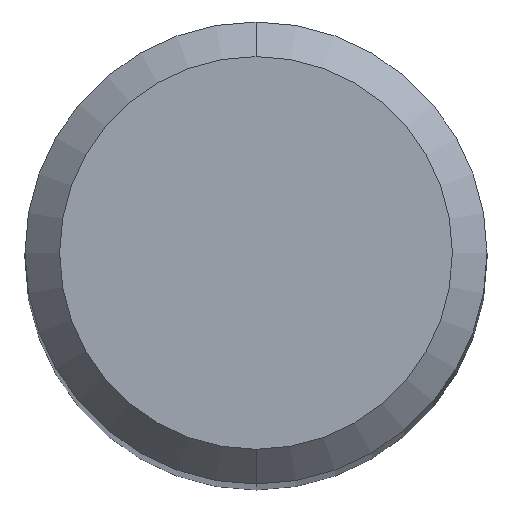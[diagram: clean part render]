
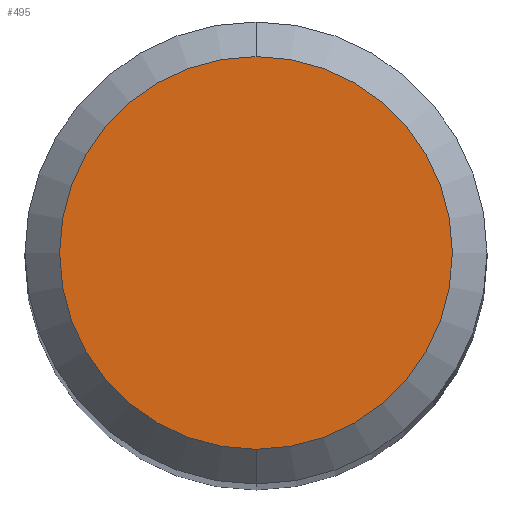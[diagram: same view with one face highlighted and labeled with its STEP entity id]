
A CAD part, top view. The second image highlights one B-rep face of the part: STEP entity #495.
In plain terms, the highlighted planar face has unit normal (0, 0, 1).
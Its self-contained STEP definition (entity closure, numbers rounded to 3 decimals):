
#295=VERTEX_POINT('',#663);
#347=EDGE_CURVE('',#295,#521,#722,.T.);
#493=EDGE_CURVE('',#521,#295,#884,.T.);
#495=ADVANCED_FACE('',(#886),#887,.T.);
#521=VERTEX_POINT('',#915);
#663=CARTESIAN_POINT('',(0.0,1.7,0.0));
#722=CIRCLE('',#1212,1.7);
#884=CIRCLE('',#1576,1.7);
#886=FACE_OUTER_BOUND('',#1578,.T.);
#887=PLANE('',#1579);
#915=CARTESIAN_POINT('',(0.,-1.7,0.0));
#1212=AXIS2_PLACEMENT_3D('',#1817,#1818,#1819);
#1576=AXIS2_PLACEMENT_3D('',#2022,#2023,#2024);
#1578=EDGE_LOOP('',(#2026,#2027));
#1579=AXIS2_PLACEMENT_3D('',#2028,#2029,#2030);
#1817=CARTESIAN_POINT('',(0.0,0.0,0.0));
#1818=DIRECTION('',(0.0,0.0,-1.0));
#1819=DIRECTION('',(0.0,1.0,0.0));
#2022=CARTESIAN_POINT('',(0.0,0.0,0.0));
#2023=DIRECTION('',(0.0,0.0,-1.0));
#2024=DIRECTION('',(0.0,1.0,0.0));
#2026=ORIENTED_EDGE('',*,*,#347,.F.);
#2027=ORIENTED_EDGE('',*,*,#493,.F.);
#2028=CARTESIAN_POINT('',(0.0,0.85,0.0));
#2029=DIRECTION('',(-0.0,0.0,1.0));
#2030=DIRECTION('',(0.0,-1.0,0.0));
